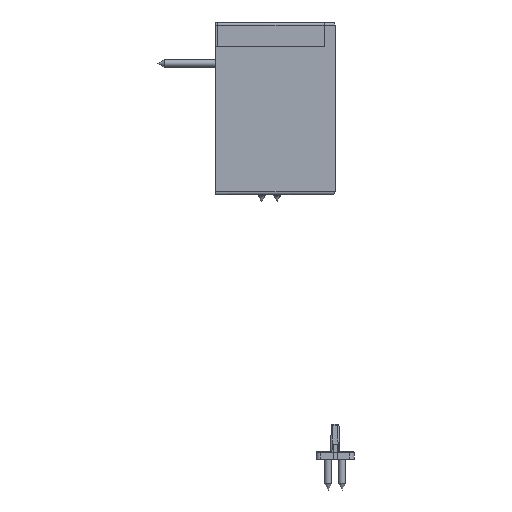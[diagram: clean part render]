
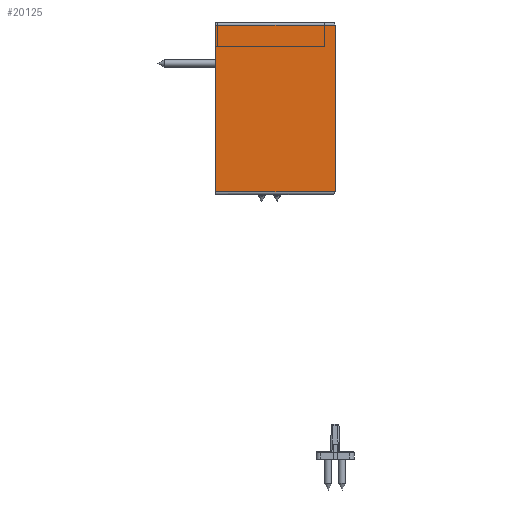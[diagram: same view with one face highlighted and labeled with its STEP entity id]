
A CAD part, front view. The second image highlights one B-rep face of the part: STEP entity #20125.
In plain terms, the highlighted face is planar.
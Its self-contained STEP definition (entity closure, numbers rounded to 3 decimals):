
#1243=PLANE('',#22349);
#1895=FACE_OUTER_BOUND('',#3044,.T.);
#3044=EDGE_LOOP('',(#14404,#14405,#14406,#14407));
#4365=LINE('',#31763,#5907);
#4372=LINE('',#31782,#5914);
#4384=LINE('',#31810,#5926);
#4385=LINE('',#31812,#5927);
#5907=VECTOR('',#25310,10.);
#5914=VECTOR('',#25325,10.);
#5926=VECTOR('',#25355,10.);
#5927=VECTOR('',#25358,10.);
#8621=VERTEX_POINT('',#31759);
#8623=VERTEX_POINT('',#31762);
#8630=VERTEX_POINT('',#31778);
#8638=VERTEX_POINT('',#31808);
#10812=EDGE_CURVE('',#8623,#8621,#4365,.T.);
#10822=EDGE_CURVE('',#8630,#8623,#4372,.T.);
#10836=EDGE_CURVE('',#8621,#8638,#4384,.T.);
#10837=EDGE_CURVE('',#8638,#8630,#4385,.T.);
#14404=ORIENTED_EDGE('',*,*,#10837,.T.);
#14405=ORIENTED_EDGE('',*,*,#10822,.T.);
#14406=ORIENTED_EDGE('',*,*,#10812,.T.);
#14407=ORIENTED_EDGE('',*,*,#10836,.T.);
#20125=ADVANCED_FACE('',(#1895),#1243,.T.);
#22349=AXIS2_PLACEMENT_3D('',#31811,#25356,#25357);
#25310=DIRECTION('',(0.,1.,0.));
#25325=DIRECTION('',(0.,0.,-1.));
#25355=DIRECTION('',(0.,0.,1.));
#25356=DIRECTION('center_axis',(1.,0.,0.));
#25357=DIRECTION('ref_axis',(0.,0.,-1.));
#25358=DIRECTION('',(0.,-1.,0.));
#31759=CARTESIAN_POINT('',(8.,54.5,-39.));
#31762=CARTESIAN_POINT('',(8.,-54.5,-39.));
#31763=CARTESIAN_POINT('',(8.,54.5,-39.));
#31778=CARTESIAN_POINT('',(8.,-54.5,39.));
#31782=CARTESIAN_POINT('',(8.,-54.5,0.));
#31808=CARTESIAN_POINT('',(8.,54.5,39.));
#31810=CARTESIAN_POINT('',(8.,54.5,0.));
#31811=CARTESIAN_POINT('Origin',(8.,54.5,0.));
#31812=CARTESIAN_POINT('',(8.,54.5,39.));
